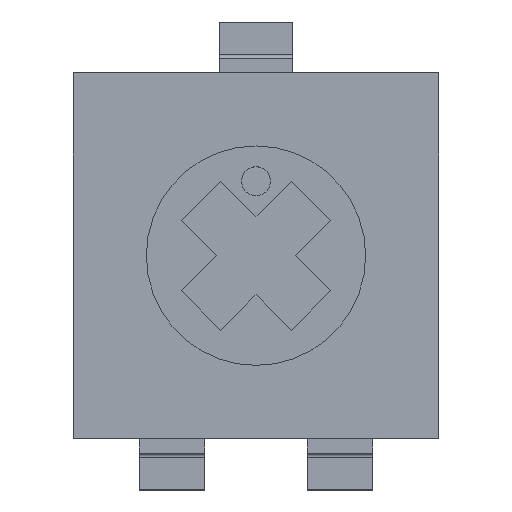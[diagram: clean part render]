
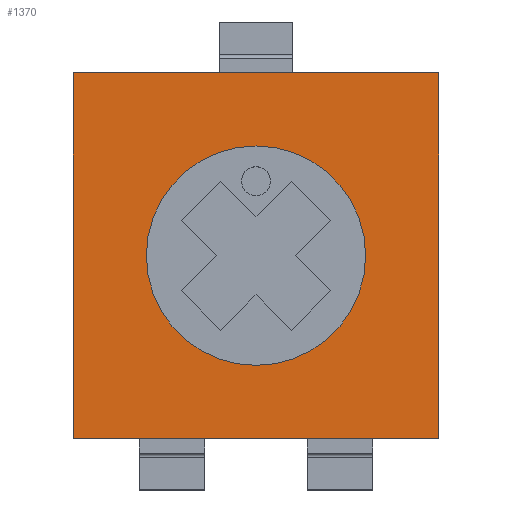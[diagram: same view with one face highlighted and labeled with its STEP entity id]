
A CAD part, top view. The second image highlights one B-rep face of the part: STEP entity #1370.
In plain terms, the highlighted planar face has unit normal (0, 0, 1).
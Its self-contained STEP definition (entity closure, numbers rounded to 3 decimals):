
#20 = CARTESIAN_POINT ( 'NONE',  ( 0., 0., 2.5 ) ) ;
#33 = EDGE_CURVE ( 'NONE', #79, #1620, #1143, .T. ) ;
#79 = VERTEX_POINT ( 'NONE', #629 ) ;
#159 = ORIENTED_EDGE ( 'NONE', *, *, #1180, .F. ) ;
#256 = VECTOR ( 'NONE', #1036, 1000. ) ;
#272 = ORIENTED_EDGE ( 'NONE', *, *, #1754, .T. ) ;
#339 = DIRECTION ( 'NONE',  ( -1., 0., 0. ) ) ;
#370 = EDGE_CURVE ( 'NONE', #426, #1111, #440, .T. ) ;
#398 = DIRECTION ( 'NONE',  ( 1., 0., 0. ) ) ;
#426 = VERTEX_POINT ( 'NONE', #1638 ) ;
#440 = CIRCLE ( 'NONE', #1816, 1.5 ) ;
#441 = CARTESIAN_POINT ( 'NONE',  ( 0., 0., 2.5 ) ) ;
#450 = EDGE_CURVE ( 'NONE', #1183, #79, #1562, .T. ) ;
#451 = ORIENTED_EDGE ( 'NONE', *, *, #370, .F. ) ;
#460 = VECTOR ( 'NONE', #339, 1000. ) ;
#463 = DIRECTION ( 'NONE',  ( 0., 0., 1. ) ) ;
#464 = CARTESIAN_POINT ( 'NONE',  ( 5., 0., 2.5 ) ) ;
#523 = FACE_BOUND ( 'NONE', #1321, .T. ) ;
#557 = FACE_OUTER_BOUND ( 'NONE', #1033, .T. ) ;
#629 = CARTESIAN_POINT ( 'NONE',  ( 0., 5., 2.5 ) ) ;
#672 = ORIENTED_EDGE ( 'NONE', *, *, #450, .T. ) ;
#679 = PLANE ( 'NONE',  #1204 ) ;
#723 = CARTESIAN_POINT ( 'NONE',  ( 0., 0., 2.5 ) ) ;
#842 = DIRECTION ( 'NONE',  ( -1., 0., 0. ) ) ;
#893 = DIRECTION ( 'NONE',  ( -1., 0., 0. ) ) ;
#903 = CARTESIAN_POINT ( 'NONE',  ( 0., 5., 2.5 ) ) ;
#949 = AXIS2_PLACEMENT_3D ( 'NONE', #1867, #463, #842 ) ;
#982 = EDGE_CURVE ( 'NONE', #1326, #1183, #1465, .T. ) ;
#1011 = CARTESIAN_POINT ( 'NONE',  ( 4., 2.5, 2.5 ) ) ;
#1033 = EDGE_LOOP ( 'NONE', ( #1836, #272, #1302, #672 ) ) ;
#1036 = DIRECTION ( 'NONE',  ( 0., 1., 0. ) ) ;
#1052 = CIRCLE ( 'NONE', #949, 1.5 ) ;
#1060 = CARTESIAN_POINT ( 'NONE',  ( 0., 0., 2.5 ) ) ;
#1075 = DIRECTION ( 'NONE',  ( 0., 0., 1. ) ) ;
#1111 = VERTEX_POINT ( 'NONE', #1011 ) ;
#1143 = LINE ( 'NONE', #20, #1878 ) ;
#1180 = EDGE_CURVE ( 'NONE', #1111, #426, #1052, .T. ) ;
#1183 = VERTEX_POINT ( 'NONE', #1308 ) ;
#1204 = AXIS2_PLACEMENT_3D ( 'NONE', #723, #1760, #893 ) ;
#1262 = CARTESIAN_POINT ( 'NONE',  ( 5., 0., 2.5 ) ) ;
#1302 = ORIENTED_EDGE ( 'NONE', *, *, #982, .T. ) ;
#1308 = CARTESIAN_POINT ( 'NONE',  ( 5., 5., 2.5 ) ) ;
#1321 = EDGE_LOOP ( 'NONE', ( #451, #159 ) ) ;
#1326 = VERTEX_POINT ( 'NONE', #464 ) ;
#1338 = CARTESIAN_POINT ( 'NONE',  ( 2.5, 2.5, 2.5 ) ) ;
#1370 = ADVANCED_FACE ( 'NONE', ( #557, #523 ), #679, .F. ) ;
#1465 = LINE ( 'NONE', #1262, #256 ) ;
#1562 = LINE ( 'NONE', #903, #460 ) ;
#1620 = VERTEX_POINT ( 'NONE', #441 ) ;
#1638 = CARTESIAN_POINT ( 'NONE',  ( 1., 2.5, 2.5 ) ) ;
#1749 = DIRECTION ( 'NONE',  ( -1., 0., 0. ) ) ;
#1754 = EDGE_CURVE ( 'NONE', #1620, #1326, #1852, .T. ) ;
#1760 = DIRECTION ( 'NONE',  ( 0., 0., -1. ) ) ;
#1808 = DIRECTION ( 'NONE',  ( 0., -1., 0. ) ) ;
#1809 = VECTOR ( 'NONE', #398, 1000. ) ;
#1816 = AXIS2_PLACEMENT_3D ( 'NONE', #1338, #1075, #1749 ) ;
#1836 = ORIENTED_EDGE ( 'NONE', *, *, #33, .T. ) ;
#1852 = LINE ( 'NONE', #1060, #1809 ) ;
#1867 = CARTESIAN_POINT ( 'NONE',  ( 2.5, 2.5, 2.5 ) ) ;
#1878 = VECTOR ( 'NONE', #1808, 1000. ) ;
